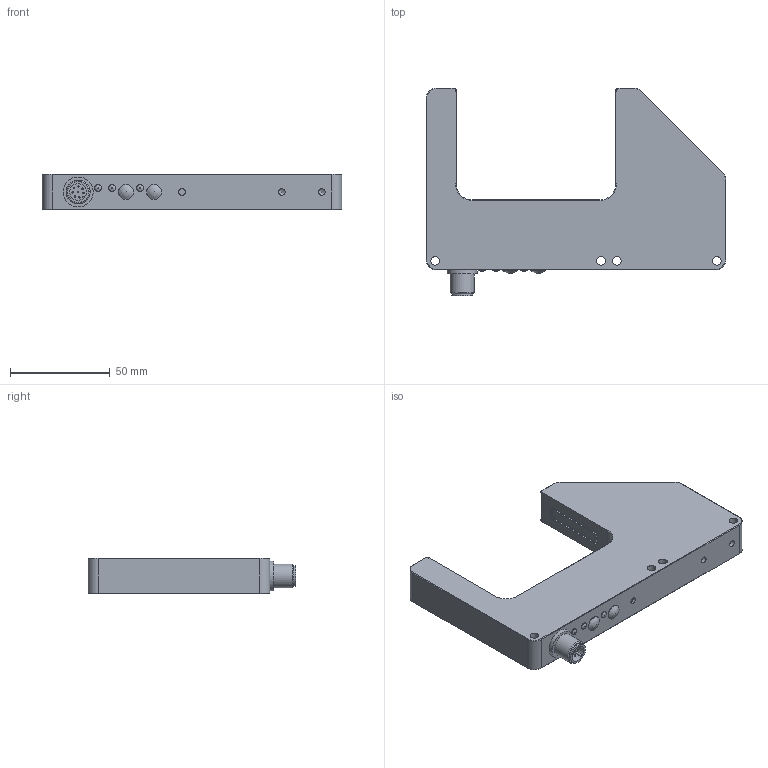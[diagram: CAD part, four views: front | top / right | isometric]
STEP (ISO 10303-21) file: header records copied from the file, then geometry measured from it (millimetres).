
FILE_DESCRIPTION(/* description */ ('DISO X xxx'),/* implementation_level */ '2;1');
FILE_NAME(/* name */ 'LLGT-081-M25.stp',/* time_stamp */ '2021-05-27T08:04:45+02:00',/* author */ ('lck'),/* organization */ (''),/* preprocessor_version */ 'ST-DEVELOPER v18.1',/* originating_system */ 'Autodesk Inventor 2021',/* authorisation */ '');
FILE_SCHEMA (('AUTOMOTIVE_DESIGN { 1 0 10303 214 3 1 1 }'));
Length unit declared in the file: millimetre
Products named in the file (1): LLGT-081 270521
Bounding box: 150 x 104 x 18 mm (x, y, z)
Volume: 146623.5 mm3; surface area: 31671.5 mm2
Topology: 1 solids, 8 shells, 252 faces, 571 edges, 365 vertices
Faces by surface type: plane 129, cylinder 89, cone 29, bspline 5
Full cylindrical faces by diameter (mm): 0.7 x8, 1.7 x8, 2.8 x3, 2.9 x3, 3.242 x3, 3.4 x3, 4.3 x4, 7.5 x2, 7.6 x2, 7.85 x1, 8.5 x1, 8.8 x1, 9.45 x1, 9.5 x1, 9.9 x1, 10 x1, 10.5 x1, 12 x1, 15 x1
Entity records: 7442 total; most frequent: CARTESIAN_POINT 1315, DIRECTION 1281, ORIENTED_EDGE 1134, EDGE_CURVE 567, AXIS2_PLACEMENT_3D 466, VERTEX_POINT 365, LINE 349, VECTOR 349
